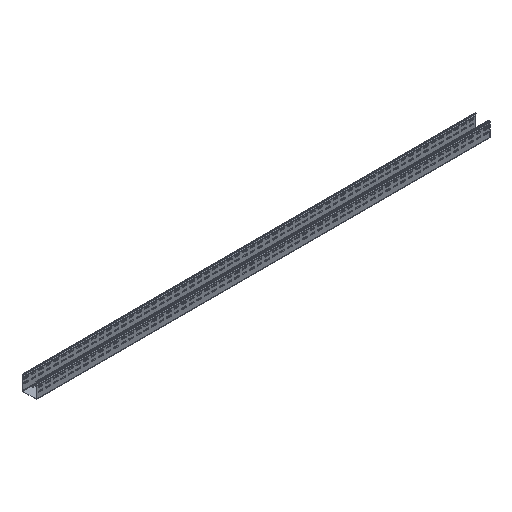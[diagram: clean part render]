
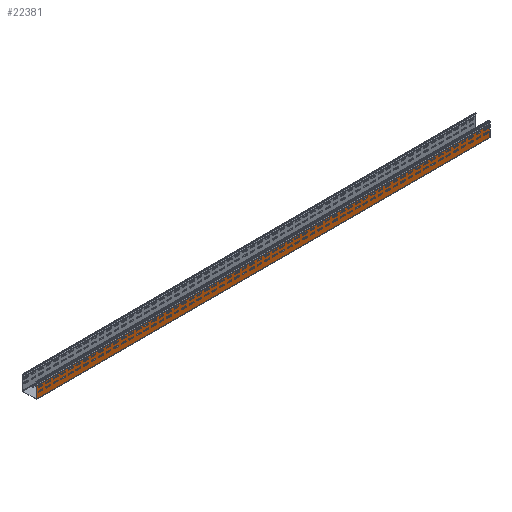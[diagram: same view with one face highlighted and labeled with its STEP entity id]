
A CAD part, isometric view. The second image highlights one B-rep face of the part: STEP entity #22381.
In plain terms, the highlighted planar face has unit normal (0, -1, 0).
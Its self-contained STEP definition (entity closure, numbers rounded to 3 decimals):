
#1569=FACE_OUTER_BOUND('',#2605,.T.);
#2605=EDGE_LOOP('',(#18910,#18911,#18912,#18913));
#6043=LINE('',#40261,#7991);
#6064=LINE('',#40331,#8012);
#6068=LINE('',#40343,#8016);
#6080=LINE('',#40371,#8028);
#7991=VECTOR('',#31830,1.);
#8012=VECTOR('',#31905,1.);
#8016=VECTOR('',#31917,1.);
#8028=VECTOR('',#31947,1.);
#10921=VERTEX_POINT('',#40258);
#10922=VERTEX_POINT('',#40260);
#10944=VERTEX_POINT('',#40330);
#10948=VERTEX_POINT('',#40342);
#14814=EDGE_CURVE('',#10921,#10922,#6043,.T.);
#14849=EDGE_CURVE('',#10944,#10922,#6064,.F.);
#14855=EDGE_CURVE('',#10948,#10921,#6068,.T.);
#14872=EDGE_CURVE('',#10948,#10944,#6080,.T.);
#18910=ORIENTED_EDGE('',*,*,#14849,.T.);
#18911=ORIENTED_EDGE('',*,*,#14814,.F.);
#18912=ORIENTED_EDGE('',*,*,#14855,.F.);
#18913=ORIENTED_EDGE('',*,*,#14872,.T.);
#21345=PLANE('',#26423);
#22381=ADVANCED_FACE('',(#1569),#21345,.F.);
#26423=AXIS2_PLACEMENT_3D('',#40405,#31990,#31991);
#31830=DIRECTION('',(0.,0.,-1.));
#31905=DIRECTION('',(-1.,0.,0.));
#31917=DIRECTION('',(1.,0.,0.));
#31947=DIRECTION('',(0.,0.,-1.));
#31990=DIRECTION('center_axis',(0.,1.,0.));
#31991=DIRECTION('ref_axis',(0.,0.,1.));
#40258=CARTESIAN_POINT('',(2960.325,-332.627,27.789));
#40260=CARTESIAN_POINT('',(2960.325,-332.627,-46.5));
#40261=CARTESIAN_POINT('',(2960.325,-332.627,-9.356));
#40330=CARTESIAN_POINT('',(-69.675,-332.627,-46.5));
#40331=CARTESIAN_POINT('',(1445.325,-332.627,-46.5));
#40342=CARTESIAN_POINT('',(-69.675,-332.627,27.789));
#40343=CARTESIAN_POINT('',(1445.325,-332.627,27.789));
#40371=CARTESIAN_POINT('',(-69.675,-332.627,-9.356));
#40405=CARTESIAN_POINT('Origin',(1445.325,-332.627,3.5));
